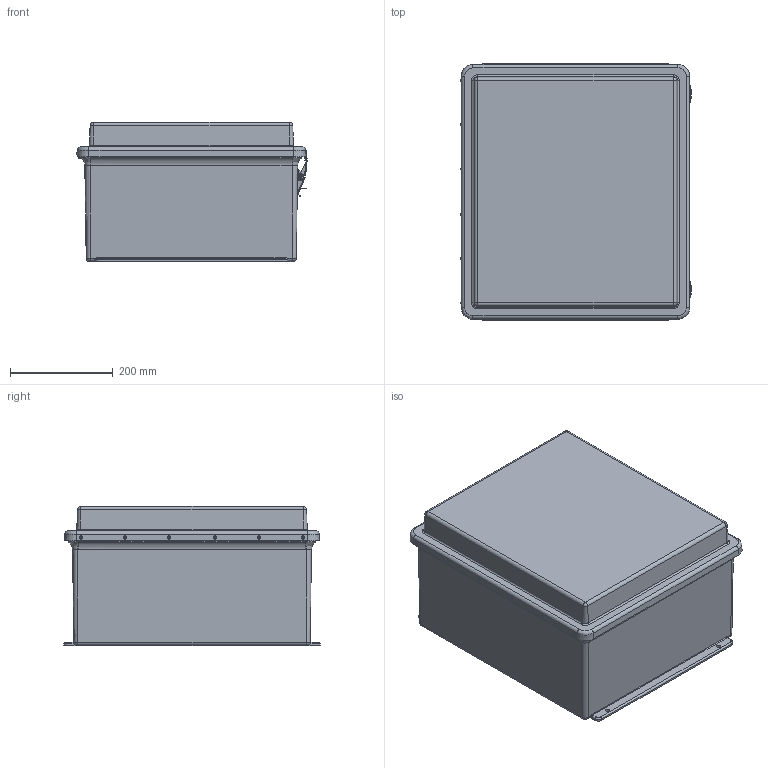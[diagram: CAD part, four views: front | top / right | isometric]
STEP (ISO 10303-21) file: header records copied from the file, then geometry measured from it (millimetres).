
FILE_DESCRIPTION (( 'STEP AP214' ), '1' );
FILE_NAME ('MR1816HPL.STEP', '2018-11-06T20:14:04', ( '' ), ( '' ), 'SwSTEP 2.0', 'SolidWorks 2018', '' );
FILE_SCHEMA (( 'AUTOMOTIVE_DESIGN' ));
Length unit declared in the file: inch
Products named in the file (1): MR1816HPL
Bounding box: 447.77 x 498.48 x 270.3 mm (x, y, z)
Volume: 4090959 mm3; surface area: 1902760 mm2
Topology: 42 solids, 42 shells, 1200 faces, 3043 edges, 1971 vertices
Faces by surface type: plane 530, cylinder 495, bspline 112, cone 51, torus 12
Full cylindrical faces by diameter (mm): 2.159 x71, 2.64 x8, 3.048 x2, 3.175 x20, 3.302 x4, 3.327 x12, 3.429 x18, 3.556 x24, 3.861 x5, 3.962 x7, 4.306 x4, 5.537 x4, 6.35 x12, 6.858 x4, 7.62 x4, 9.525 x2
Entity records: 56515 total; most frequent: CARTESIAN_POINT 12240, DIRECTION 5654, ORIENTED_EDGE 5540, EDGE_CURVE 2770, AXIS2_PLACEMENT_3D 2073, VERTEX_POINT 1934, EDGE_LOOP 1766, LINE 1508
